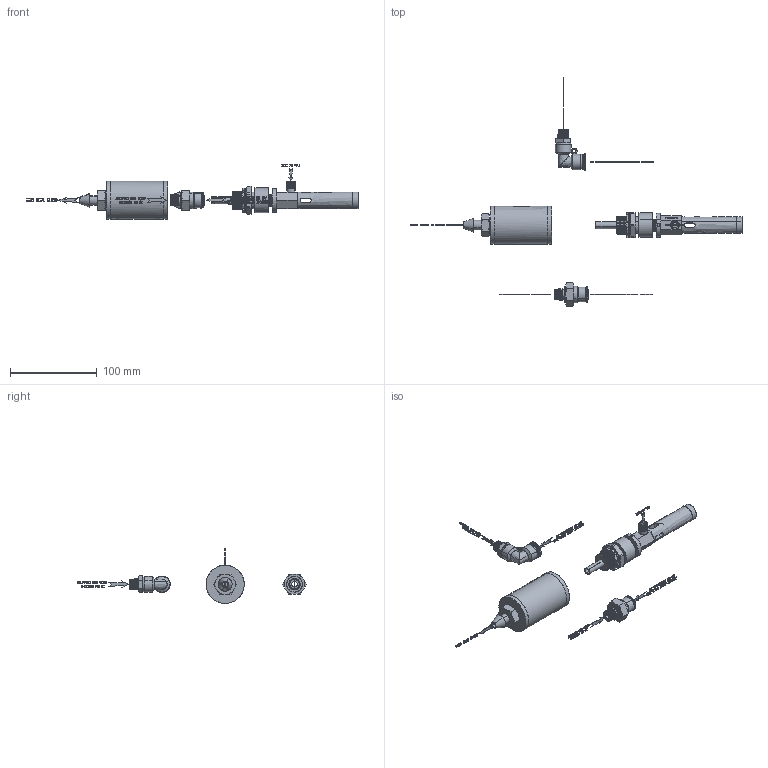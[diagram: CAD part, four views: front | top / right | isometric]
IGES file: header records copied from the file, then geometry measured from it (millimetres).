
Start section: START RECORD GO HERE.
Global section: file name: NEMA - 12 - Small Panel Cooler With C.E.M.igs; native system: DASSAULT SYSTEMES CATIA V5 R21 - www.3ds.com; preprocessor: CATIA Version 5 Release 21 ; author: user; organization: INTRITECH-ACER; date: 20210427.012522; units: millimetre
Bounding box: 383.16 x 263.7 x 63.1 mm (x, y, z)
Surface area: 48830.6 mm2 (no closed solid volume)
Topology: 0 solids, 0 shells, 4029 faces, 21829 edges, 21833 vertices
Faces by surface type: plane 3488, bspline 541
